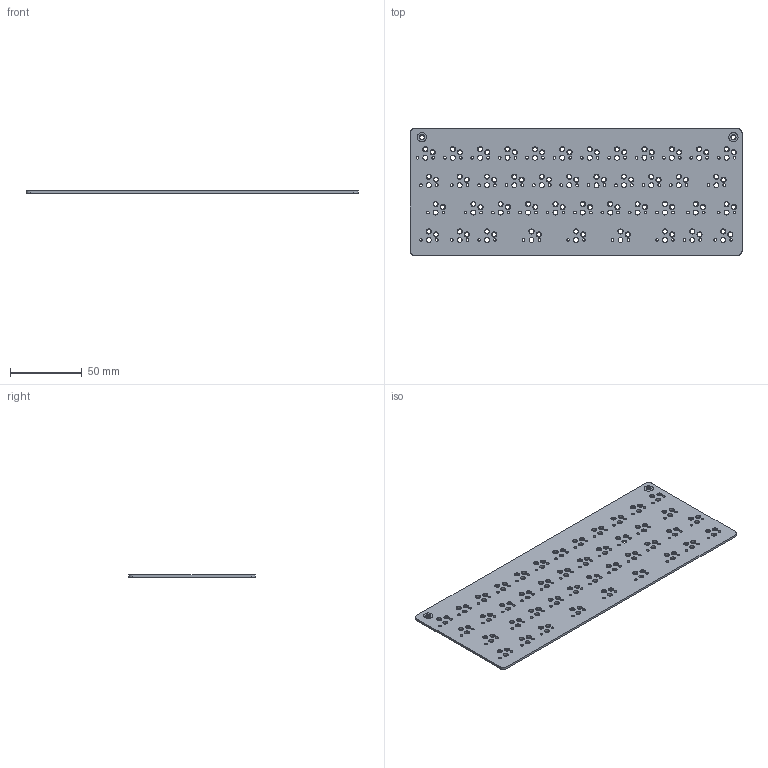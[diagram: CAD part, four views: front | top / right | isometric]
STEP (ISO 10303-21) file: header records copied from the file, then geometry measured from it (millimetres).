
FILE_DESCRIPTION(('KiCad electronic assembly'),'2;1');
FILE_NAME('dt-keyboard.step','2025-10-12T16:18:30',('Pcbnew'),('Kicad'), 'Open CASCADE STEP processor 7.9','KiCad to STEP converter','Unknown' );
FILE_SCHEMA(('AUTOMOTIVE_DESIGN { 1 0 10303 214 1 1 1 1 }'));
Length unit declared in the file: millimetre
Products named in the file (3): dt-keyboard 1; dt-keyboard_pad; dt-keyboard_PCB
Assembly tree (2 placements, depth 2):
  dt-keyboard 1
    dt-keyboard_pad
    dt-keyboard_PCB
Bounding box: 230.98 x 88.11 x 1.59 mm (x, y, z)
Volume: 28862.9 mm3; surface area: 47712.9 mm2
Topology: 458 solids, 458 shells, 3121 faces, 6615 edges, 4410 vertices
Faces by surface type: plane 1590, cylinder 1531
Full cylindrical faces by diameter (mm): 1.9 x86, 3 x258, 3.05 x172, 3.15 x10, 3.2 x4, 3.45 x43, 3.6 x176, 6.4 x4
Entity records: 89273 total; most frequent: DIRECTION 15925, CARTESIAN_POINT 14149, ORIENTED_EDGE 13230, EDGE_CURVE 6615, AXIS2_PLACEMENT_3D 6186, VERTEX_POINT 4410, FACE_BOUND 4091, EDGE_LOOP 4091
